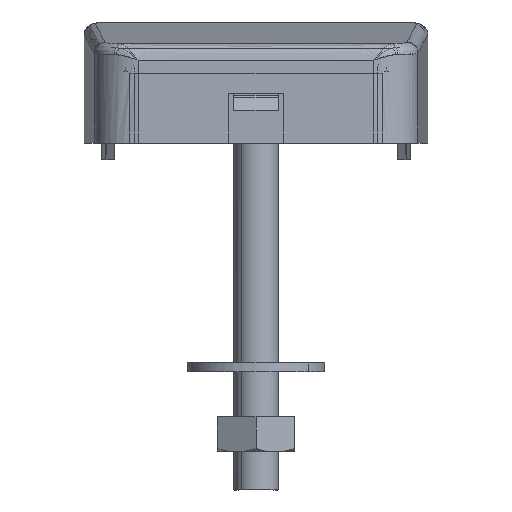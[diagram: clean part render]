
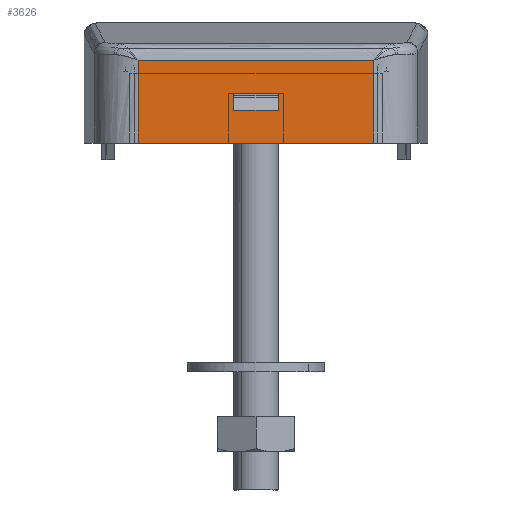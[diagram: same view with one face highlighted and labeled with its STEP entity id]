
A CAD part, left-side view. The second image highlights one B-rep face of the part: STEP entity #3626.
In plain terms, the highlighted free-form (B-spline) face has degree [1, 1] with [2, 2] control points.
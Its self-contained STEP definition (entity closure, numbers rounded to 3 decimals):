
#1722=CARTESIAN_POINT('',(132.0,-2.,3.0));
#1723=VERTEX_POINT('',#1722);
#1729=CARTESIAN_POINT('',(132.0,2.,3.0));
#1730=VERTEX_POINT('',#1729);
#1731=CARTESIAN_POINT('',(132.0,2.,3.0));
#1732=CARTESIAN_POINT('',(132.0,-2.,3.0));
#1733=QUASI_UNIFORM_CURVE('',1,(#1731,#1732),.UNSPECIFIED.,.F.,.U.);
#1734=EDGE_CURVE('',#1730,#1723,#1733,.T.);
#1860=CARTESIAN_POINT('',(132.0,2.,4.5));
#1861=VERTEX_POINT('',#1860);
#1867=CARTESIAN_POINT('',(132.0,-2.,4.5));
#1868=VERTEX_POINT('',#1867);
#1869=CARTESIAN_POINT('',(132.0,-2.,4.5));
#1870=CARTESIAN_POINT('',(132.0,2.,4.5));
#1871=QUASI_UNIFORM_CURVE('',1,(#1869,#1870),.UNSPECIFIED.,.F.,.U.);
#1872=EDGE_CURVE('',#1868,#1861,#1871,.T.);
#2752=CARTESIAN_POINT('',(132.0,10.7,7.535));
#2753=VERTEX_POINT('',#2752);
#2820=CARTESIAN_POINT('',(132.0,-10.7,7.535));
#2821=VERTEX_POINT('',#2820);
#2851=CARTESIAN_POINT('',(132.0,10.7,7.535));
#2852=CARTESIAN_POINT('',(132.0,-10.7,7.535));
#2853=QUASI_UNIFORM_CURVE('',1,(#2851,#2852),.UNSPECIFIED.,.F.,.U.);
#2854=EDGE_CURVE('',#2753,#2821,#2853,.T.);
#3135=CARTESIAN_POINT('',(132.0,-10.7,0.0));
#3136=VERTEX_POINT('',#3135);
#3137=CARTESIAN_POINT('',(132.0,-10.7,7.535));
#3138=CARTESIAN_POINT('',(132.0,-10.7,0.0));
#3139=QUASI_UNIFORM_CURVE('',1,(#3137,#3138),.UNSPECIFIED.,.F.,.U.);
#3140=EDGE_CURVE('',#2821,#3136,#3139,.T.);
#3182=CARTESIAN_POINT('',(132.0,10.7,0.0));
#3183=VERTEX_POINT('',#3182);
#3202=CARTESIAN_POINT('',(132.0,10.7,0.0));
#3203=CARTESIAN_POINT('',(132.0,10.7,7.535));
#3204=QUASI_UNIFORM_CURVE('',1,(#3202,#3203),.UNSPECIFIED.,.F.,.U.);
#3205=EDGE_CURVE('',#3183,#2753,#3204,.T.);
#3519=CARTESIAN_POINT('',(132.0,10.7,0.0));
#3520=CARTESIAN_POINT('',(132.0,-10.7,0.0));
#3521=QUASI_UNIFORM_CURVE('',1,(#3519,#3520),.UNSPECIFIED.,.F.,.U.);
#3522=EDGE_CURVE('',#3183,#3136,#3521,.T.);
#3601=CARTESIAN_POINT('',(132.0,-11.769,7.911));
#3602=CARTESIAN_POINT('',(132.0,-11.769,-0.376));
#3603=CARTESIAN_POINT('',(132.0,11.769,7.911));
#3604=CARTESIAN_POINT('',(132.0,11.769,-0.376));
#3605=B_SPLINE_SURFACE_WITH_KNOTS('',1,1,((#3601,#3603),(#3602,#3604)),.UNSPECIFIED.,.F.,.F.,.U.,(2,2),(2,2),(0.0,8.288),(0.0,23.538),.UNSPECIFIED.);
#3606=ORIENTED_EDGE('',*,*,#3205,.T.);
#3607=ORIENTED_EDGE('',*,*,#2854,.T.);
#3608=ORIENTED_EDGE('',*,*,#3140,.T.);
#3609=ORIENTED_EDGE('',*,*,#3522,.F.);
#3610=EDGE_LOOP('',(#3606,#3607,#3608,#3609));
#3611=FACE_OUTER_BOUND('',#3610,.T.);
#3612=CARTESIAN_POINT('',(132.0,-2.,3.0));
#3613=CARTESIAN_POINT('',(132.0,-2.,4.5));
#3614=QUASI_UNIFORM_CURVE('',1,(#3612,#3613),.UNSPECIFIED.,.F.,.U.);
#3615=EDGE_CURVE('',#1723,#1868,#3614,.T.);
#3616=ORIENTED_EDGE('',*,*,#3615,.T.);
#3617=ORIENTED_EDGE('',*,*,#1872,.T.);
#3618=CARTESIAN_POINT('',(132.0,2.,4.5));
#3619=CARTESIAN_POINT('',(132.0,2.,3.0));
#3620=QUASI_UNIFORM_CURVE('',1,(#3618,#3619),.UNSPECIFIED.,.F.,.U.);
#3621=EDGE_CURVE('',#1861,#1730,#3620,.T.);
#3622=ORIENTED_EDGE('',*,*,#3621,.T.);
#3623=ORIENTED_EDGE('',*,*,#1734,.T.);
#3624=EDGE_LOOP('',(#3616,#3617,#3622,#3623));
#3625=FACE_BOUND('',#3624,.T.);
#3626=ADVANCED_FACE('',(#3611,#3625),#3605,.T.);
